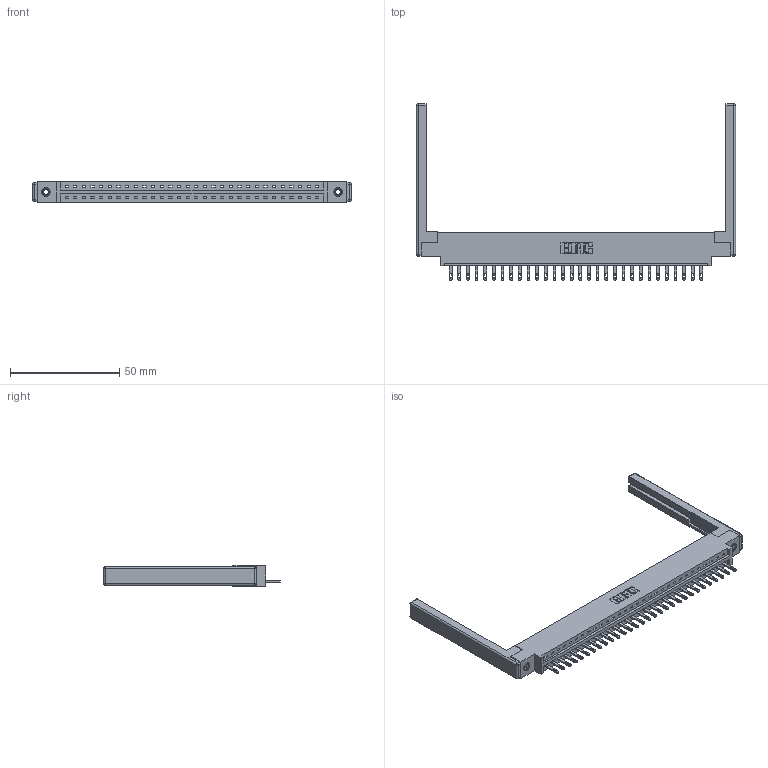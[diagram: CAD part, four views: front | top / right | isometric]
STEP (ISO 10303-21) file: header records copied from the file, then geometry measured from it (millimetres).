
FILE_DESCRIPTION (( 'STEP AP203' ), '1' );
FILE_NAME ('337-030-500-668.STEP', '2019-09-30T23:10:40', ( '' ), ( '' ), 'SwSTEP 2.0', 'SolidWorks 2016', '' );
FILE_SCHEMA (( 'CONFIG_CONTROL_DESIGN' ));
Length unit declared in the file: inch
Products named in the file (5): 345-292-001_345-293-100; 307-220-068; 345-250-001_345-250-001-102; 337-030-500-668; 337 Part_0.170 Offset - 0.156 Dia-TI
Assembly tree (35 placements, depth 2):
  337-030-500-668
    337 Part_0.170 Offset - 0.156 Dia-TI
    345-292-001_345-293-100  x30
    345-250-001_345-250-001-102  x2
    307-220-068  x2
Bounding box: 146.3 x 80.9 x 9.4 mm (x, y, z)
Volume: 19348 mm3; surface area: 19648.1 mm2
Topology: 35 solids, 35 shells, 2012 faces, 6113 edges, 4054 vertices
Faces by surface type: plane 1362, cylinder 626, cone 12, sphere 8, torus 4
Entity records: 26674 total; most frequent: CARTESIAN_POINT 4601, ORIENTED_EDGE 4556, DIRECTION 3972, EDGE_CURVE 2278, VECTOR 2096, LINE 2096, VERTEX_POINT 1510, AXIS2_PLACEMENT_3D 938
